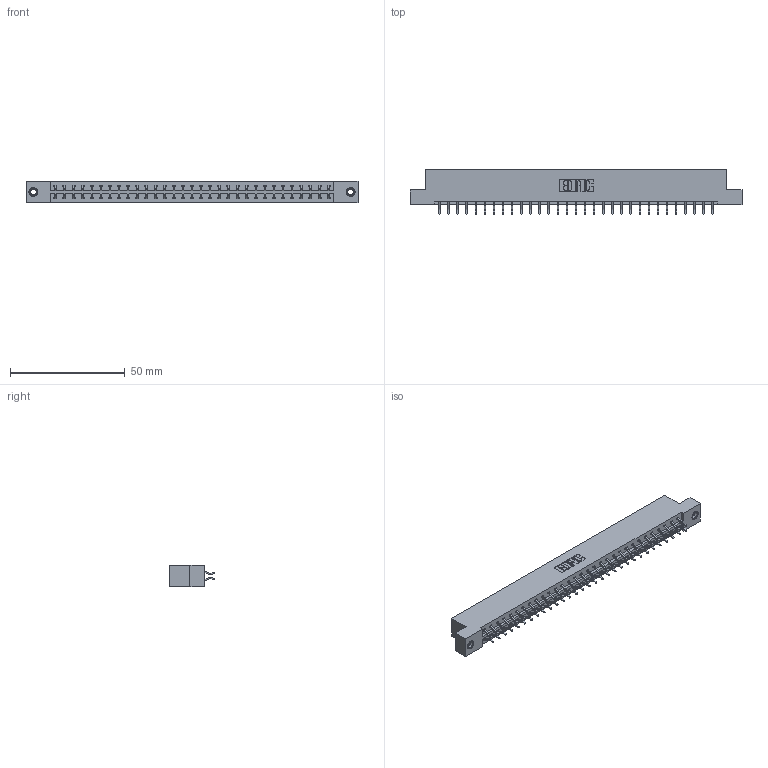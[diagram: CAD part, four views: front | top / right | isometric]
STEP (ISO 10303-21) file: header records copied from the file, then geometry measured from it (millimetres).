
FILE_DESCRIPTION (( 'STEP AP203' ), '1' );
FILE_NAME ('333-062-556-207.STEP', '2018-08-04T08:57:46', ( '' ), ( '' ), 'SwSTEP 2.0', 'SolidWorks 2016', '' );
FILE_SCHEMA (( 'CONFIG_CONTROL_DESIGN' ));
Length unit declared in the file: inch
Products named in the file (4): 333-062-556-207; 333 Part_Flush - .156 Dia - TI; 345-292-001_556 Tail; 345-250-001_345-250-005-103
Assembly tree (65 placements, depth 2):
  333-062-556-207
    333 Part_Flush - .156 Dia - TI
    345-292-001_556 Tail  x62
    345-250-001_345-250-005-103  x2
Bounding box: 144.37 x 19.57 x 9.4 mm (x, y, z)
Volume: 14620.9 mm3; surface area: 17140.3 mm2
Topology: 65 solids, 65 shells, 3770 faces, 11173 edges, 7358 vertices
Faces by surface type: plane 2582, cylinder 1172, cone 12, torus 4
Entity records: 22772 total; most frequent: CARTESIAN_POINT 3785, ORIENTED_EDGE 3702, DIRECTION 3273, EDGE_CURVE 1851, LINE 1695, VECTOR 1695, VERTEX_POINT 1228, AXIS2_PLACEMENT_3D 789
